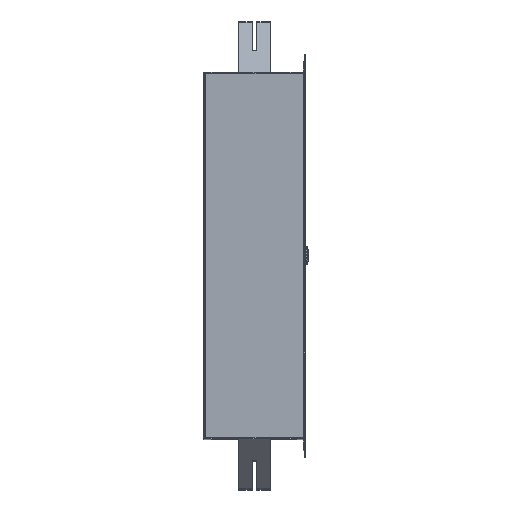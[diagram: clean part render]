
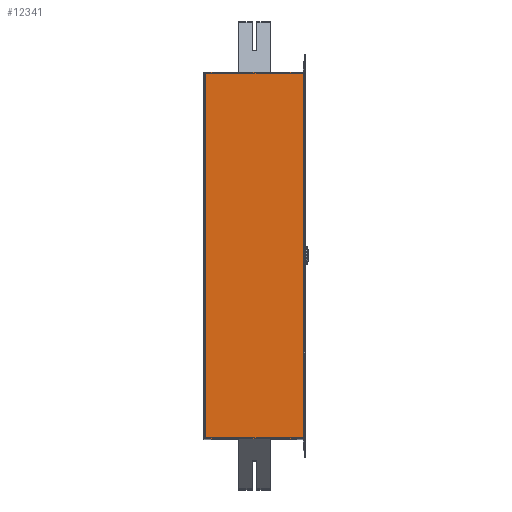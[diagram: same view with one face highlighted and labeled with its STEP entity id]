
A CAD part, top view. The second image highlights one B-rep face of the part: STEP entity #12341.
In plain terms, the highlighted planar face has unit normal (0, 0, 1).
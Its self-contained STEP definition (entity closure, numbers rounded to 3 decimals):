
#12249=CARTESIAN_POINT('Vertex',(109.,201.,326.)) ;
#12272=CARTESIAN_POINT('Axis2P3D Location',(0.,-201.,326.)) ;
#12277=CARTESIAN_POINT('Line Origine',(1.,0.,326.)) ;
#12281=CARTESIAN_POINT('Vertex',(1.,201.,326.)) ;
#12283=CARTESIAN_POINT('Vertex',(1.,-201.,326.)) ;
#12286=CARTESIAN_POINT('Line Origine',(19.5,-201.,326.)) ;
#12290=CARTESIAN_POINT('Vertex',(38.,-201.,326.)) ;
#12293=CARTESIAN_POINT('Line Origine',(55.5,-201.,326.)) ;
#12297=CARTESIAN_POINT('Vertex',(73.,-201.,326.)) ;
#12300=CARTESIAN_POINT('Line Origine',(91.,-201.,326.)) ;
#12304=CARTESIAN_POINT('Vertex',(109.,-201.,326.)) ;
#12307=CARTESIAN_POINT('Line Origine',(109.,0.,326.)) ;
#12312=CARTESIAN_POINT('Line Origine',(91.,201.,326.)) ;
#12316=CARTESIAN_POINT('Vertex',(73.,201.,326.)) ;
#12319=CARTESIAN_POINT('Line Origine',(55.5,201.,326.)) ;
#12323=CARTESIAN_POINT('Vertex',(38.,201.,326.)) ;
#12326=CARTESIAN_POINT('Line Origine',(19.5,201.,326.)) ;
#12279=VECTOR('Line Direction',#12278,1.) ;
#12288=VECTOR('Line Direction',#12287,1.) ;
#12295=VECTOR('Line Direction',#12294,1.) ;
#12302=VECTOR('Line Direction',#12301,1.) ;
#12309=VECTOR('Line Direction',#12308,1.) ;
#12314=VECTOR('Line Direction',#12313,1.) ;
#12321=VECTOR('Line Direction',#12320,1.) ;
#12328=VECTOR('Line Direction',#12327,1.) ;
#12273=DIRECTION('Axis2P3D Direction',(0.,0.,-1.)) ;
#12274=DIRECTION('Axis2P3D XDirection',(0.,1.,0.)) ;
#12278=DIRECTION('Vector Direction',(0.,1.,0.)) ;
#12287=DIRECTION('Vector Direction',(1.,0.,0.)) ;
#12294=DIRECTION('Vector Direction',(1.,0.,0.)) ;
#12301=DIRECTION('Vector Direction',(1.,0.,0.)) ;
#12308=DIRECTION('Vector Direction',(0.,-1.,0.)) ;
#12313=DIRECTION('Vector Direction',(1.,0.,0.)) ;
#12320=DIRECTION('Vector Direction',(1.,0.,0.)) ;
#12327=DIRECTION('Vector Direction',(1.,0.,0.)) ;
#12275=AXIS2_PLACEMENT_3D('Plane Axis2P3D',#12272,#12273,#12274) ;
#12280=LINE('Line',#12277,#12279) ;
#12289=LINE('Line',#12286,#12288) ;
#12296=LINE('Line',#12293,#12295) ;
#12303=LINE('Line',#12300,#12302) ;
#12310=LINE('Line',#12307,#12309) ;
#12315=LINE('Line',#12312,#12314) ;
#12322=LINE('Line',#12319,#12321) ;
#12329=LINE('Line',#12326,#12328) ;
#12276=PLANE('',#12275) ;
#12285=EDGE_CURVE('',#12282,#12284,#12280,.F.) ;
#12292=EDGE_CURVE('',#12291,#12284,#12289,.F.) ;
#12299=EDGE_CURVE('',#12298,#12291,#12296,.F.) ;
#12306=EDGE_CURVE('',#12305,#12298,#12303,.F.) ;
#12311=EDGE_CURVE('',#12250,#12305,#12310,.T.) ;
#12318=EDGE_CURVE('',#12317,#12250,#12315,.T.) ;
#12325=EDGE_CURVE('',#12324,#12317,#12322,.T.) ;
#12330=EDGE_CURVE('',#12282,#12324,#12329,.T.) ;
#12332=ORIENTED_EDGE('',*,*,#12285,.T.) ;
#12333=ORIENTED_EDGE('',*,*,#12292,.F.) ;
#12334=ORIENTED_EDGE('',*,*,#12299,.F.) ;
#12335=ORIENTED_EDGE('',*,*,#12306,.F.) ;
#12336=ORIENTED_EDGE('',*,*,#12311,.F.) ;
#12337=ORIENTED_EDGE('',*,*,#12318,.F.) ;
#12338=ORIENTED_EDGE('',*,*,#12325,.F.) ;
#12339=ORIENTED_EDGE('',*,*,#12330,.F.) ;
#12331=EDGE_LOOP('',(#12332,#12333,#12334,#12335,#12336,#12337,#12338,#12339)) ;
#12250=VERTEX_POINT('',#12249) ;
#12282=VERTEX_POINT('',#12281) ;
#12284=VERTEX_POINT('',#12283) ;
#12291=VERTEX_POINT('',#12290) ;
#12298=VERTEX_POINT('',#12297) ;
#12305=VERTEX_POINT('',#12304) ;
#12317=VERTEX_POINT('',#12316) ;
#12324=VERTEX_POINT('',#12323) ;
#12341=ADVANCED_FACE('UW000421.3\\PartBody ( *SOL126 - wsp *MASTER -  )',(#12340),#12276,.F.) ;
#12340=FACE_OUTER_BOUND('',#12331,.T.) ;
